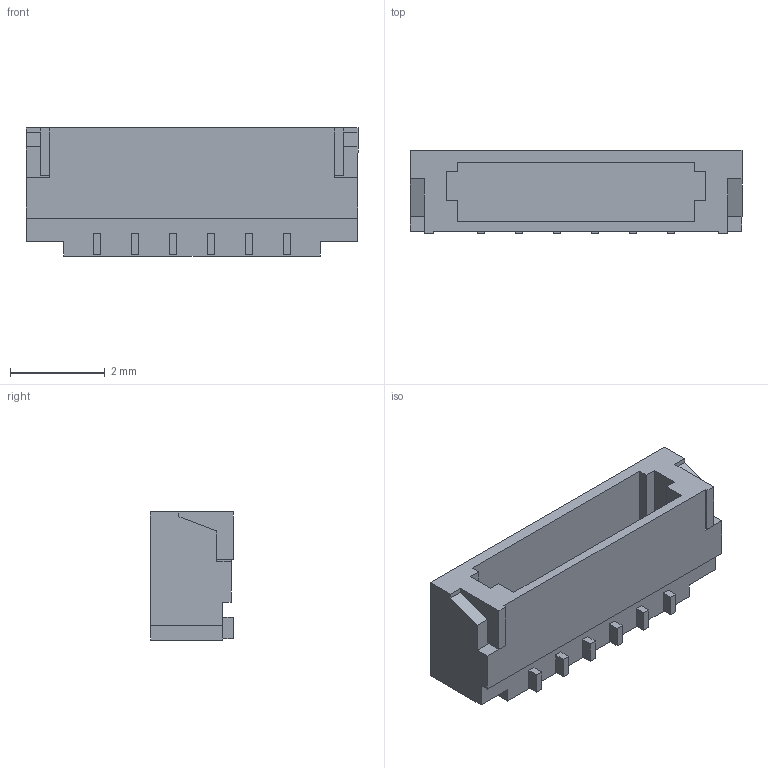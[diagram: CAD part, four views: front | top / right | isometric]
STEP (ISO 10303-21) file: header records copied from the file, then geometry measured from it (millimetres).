
FILE_DESCRIPTION (( 'STEP AP214' ), '1' );
FILE_NAME ('SM06B-SURS-TF.STEP', '2010-06-18T02:03:59', ( ' ' ), ( ' ' ), 'SwSTEP 2.0', 'SolidWorks 2005235', '' );
FILE_SCHEMA (( 'AUTOMOTIVE_DESIGN' ));
Length unit declared in the file: millimetre
Products named in the file (1): SM06B-SURS-TF
Bounding box: 7 x 1.75 x 2.7 mm (x, y, z)
Volume: 19.1 mm3; surface area: 94.4 mm2
Topology: 1 solids, 1 shells, 73 faces, 190 edges, 126 vertices
Faces by surface type: plane 73
Entity records: 3014 total; most frequent: CARTESIAN_POINT 390, ORIENTED_EDGE 380, DIRECTION 338, VECTOR 190, LINE 190, EDGE_CURVE 190, VERTEX_POINT 126, EDGE_LOOP 80
